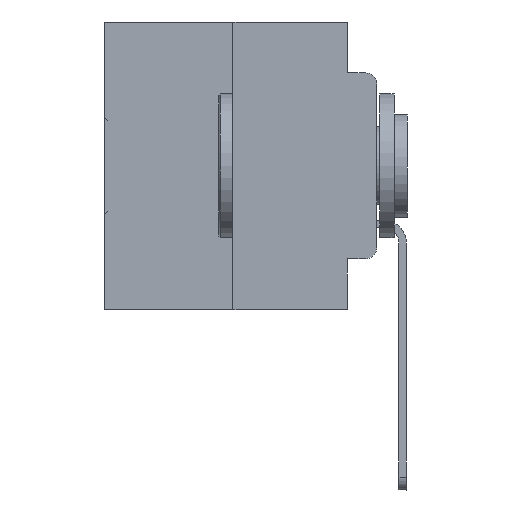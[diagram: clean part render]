
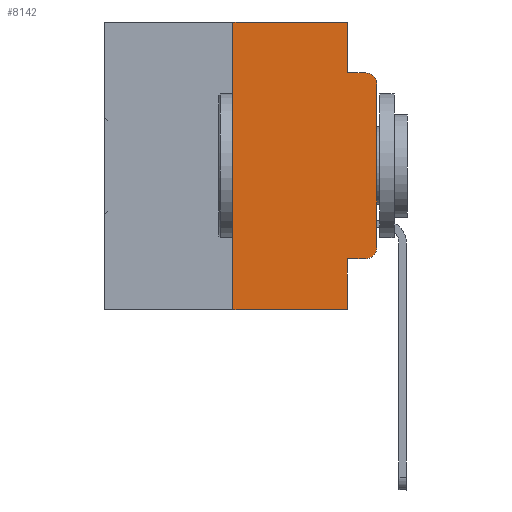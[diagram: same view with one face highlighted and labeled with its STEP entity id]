
A CAD part, left-side view. The second image highlights one B-rep face of the part: STEP entity #8142.
In plain terms, the highlighted planar face has unit normal (-1, 0, 0).
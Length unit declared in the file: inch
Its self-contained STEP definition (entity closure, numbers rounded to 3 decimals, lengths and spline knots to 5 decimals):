
#130 = CARTESIAN_POINT ( 'NONE',  ( 0., 0.02, -0.1085 ) ) ;
#131 = ORIENTED_EDGE ( 'NONE', *, *, #29106, .F. ) ;
#163 = EDGE_CURVE ( 'NONE', #33225, #3734, #7947, .T. ) ;
#465 = DIRECTION ( 'NONE',  ( 0., 0., -1. ) ) ;
#649 = EDGE_CURVE ( 'NONE', #33225, #27298, #30312, .T. ) ;
#1475 = ORIENTED_EDGE ( 'NONE', *, *, #649, .T. ) ;
#1753 = DIRECTION ( 'NONE',  ( 0., 0., -1. ) ) ;
#1983 = LINE ( 'NONE', #30414, #19918 ) ;
#2328 = DIRECTION ( 'NONE',  ( 0., -1., 0. ) ) ;
#2707 = EDGE_CURVE ( 'NONE', #17468, #13807, #26429, .T. ) ;
#2757 = PLANE ( 'NONE',  #23113 ) ;
#3200 = ORIENTED_EDGE ( 'NONE', *, *, #18841, .F. ) ;
#3229 = EDGE_CURVE ( 'NONE', #25159, #5675, #17653, .T. ) ;
#3281 = DIRECTION ( 'NONE',  ( 0., 0., -1. ) ) ;
#3734 = VERTEX_POINT ( 'NONE', #7565 ) ;
#4310 = CARTESIAN_POINT ( 'NONE',  ( 0., 0., -0.1085 ) ) ;
#4532 = CARTESIAN_POINT ( 'NONE',  ( 0., 0.051, 0. ) ) ;
#5303 = ORIENTED_EDGE ( 'NONE', *, *, #3229, .T. ) ;
#5323 = CARTESIAN_POINT ( 'NONE',  ( 0., 0.25, 0. ) ) ;
#5675 = VERTEX_POINT ( 'NONE', #4310 ) ;
#5710 = ORIENTED_EDGE ( 'NONE', *, *, #18662, .T. ) ;
#6142 = VECTOR ( 'NONE', #17142, 39.37008 ) ;
#6588 = CARTESIAN_POINT ( 'NONE',  ( 0., 0.051, -0.4115 ) ) ;
#7500 = LINE ( 'NONE', #34023, #15826 ) ;
#7565 = CARTESIAN_POINT ( 'NONE',  ( 0., 0.051, -0.5 ) ) ;
#7644 = CARTESIAN_POINT ( 'NONE',  ( 0., 0.473, 0. ) ) ;
#7918 = DIRECTION ( 'NONE',  ( -1., 0., 0. ) ) ;
#7947 = LINE ( 'NONE', #19177, #13311 ) ;
#8142 = ADVANCED_FACE ( 'NONE', ( #13138 ), #2757, .F. ) ;
#8196 = CIRCLE ( 'NONE', #12065, 0.02 ) ;
#8447 = EDGE_CURVE ( 'NONE', #13807, #28641, #12859, .T. ) ;
#9547 = CARTESIAN_POINT ( 'NONE',  ( 0., 0.051, -0.4115 ) ) ;
#10085 = DIRECTION ( 'NONE',  ( 0., -1., 0. ) ) ;
#10206 = ORIENTED_EDGE ( 'NONE', *, *, #163, .F. ) ;
#11701 = CARTESIAN_POINT ( 'NONE',  ( 0., 0.25, -0.5 ) ) ;
#11918 = EDGE_LOOP ( 'NONE', ( #5303, #29440, #3200, #131, #32346, #24370, #19023, #10206, #1475, #5710 ) ) ;
#12003 = EDGE_CURVE ( 'NONE', #5675, #12748, #8196, .T. ) ;
#12065 = AXIS2_PLACEMENT_3D ( 'NONE', #130, #7918, #465 ) ;
#12748 = VERTEX_POINT ( 'NONE', #29410 ) ;
#12859 = LINE ( 'NONE', #7644, #13727 ) ;
#12979 = DIRECTION ( 'NONE',  ( 1., 0., 0. ) ) ;
#13138 = FACE_OUTER_BOUND ( 'NONE', #11918, .T. ) ;
#13285 = CARTESIAN_POINT ( 'NONE',  ( 0., 0.25, 0. ) ) ;
#13311 = VECTOR ( 'NONE', #3281, 39.37008 ) ;
#13727 = VECTOR ( 'NONE', #10085, 39.37008 ) ;
#13800 = DIRECTION ( 'NONE',  ( -1., 0., 0. ) ) ;
#13807 = VERTEX_POINT ( 'NONE', #5323 ) ;
#13903 = CARTESIAN_POINT ( 'NONE',  ( 0., 0., -0.3915 ) ) ;
#14383 = CIRCLE ( 'NONE', #33756, 0.02 ) ;
#15318 = VECTOR ( 'NONE', #1753, 39.37008 ) ;
#15826 = VECTOR ( 'NONE', #2328, 39.37008 ) ;
#17142 = DIRECTION ( 'NONE',  ( 0., -1., 0. ) ) ;
#17468 = VERTEX_POINT ( 'NONE', #11701 ) ;
#17653 = LINE ( 'NONE', #22869, #31731 ) ;
#17910 = DIRECTION ( 'NONE',  ( 0., -1., 0. ) ) ;
#18662 = EDGE_CURVE ( 'NONE', #27298, #25159, #14383, .T. ) ;
#18841 = EDGE_CURVE ( 'NONE', #24726, #12748, #1983, .T. ) ;
#19023 = ORIENTED_EDGE ( 'NONE', *, *, #34210, .T. ) ;
#19177 = CARTESIAN_POINT ( 'NONE',  ( 0., 0.051, 0. ) ) ;
#19918 = VECTOR ( 'NONE', #17910, 39.37008 ) ;
#20614 = LINE ( 'NONE', #4532, #15318 ) ;
#22269 = CARTESIAN_POINT ( 'NONE',  ( 0., 0.02, -0.3915 ) ) ;
#22869 = CARTESIAN_POINT ( 'NONE',  ( 0., 0., 0. ) ) ;
#23028 = DIRECTION ( 'NONE',  ( 0., 0., 1. ) ) ;
#23113 = AXIS2_PLACEMENT_3D ( 'NONE', #26127, #12979, #24774 ) ;
#23666 = DIRECTION ( 'NONE',  ( 0., 0., 1. ) ) ;
#23861 = CARTESIAN_POINT ( 'NONE',  ( 0., 0.051, -0.0885 ) ) ;
#24370 = ORIENTED_EDGE ( 'NONE', *, *, #2707, .F. ) ;
#24726 = VERTEX_POINT ( 'NONE', #23861 ) ;
#24774 = DIRECTION ( 'NONE',  ( 0., 0., -1. ) ) ;
#25159 = VERTEX_POINT ( 'NONE', #13903 ) ;
#26127 = CARTESIAN_POINT ( 'NONE',  ( 0., 0.473, 0. ) ) ;
#26429 = LINE ( 'NONE', #13285, #28389 ) ;
#27298 = VERTEX_POINT ( 'NONE', #34104 ) ;
#28389 = VECTOR ( 'NONE', #23666, 39.37008 ) ;
#28641 = VERTEX_POINT ( 'NONE', #33643 ) ;
#29106 = EDGE_CURVE ( 'NONE', #28641, #24726, #20614, .T. ) ;
#29410 = CARTESIAN_POINT ( 'NONE',  ( 0., 0.02, -0.0885 ) ) ;
#29440 = ORIENTED_EDGE ( 'NONE', *, *, #12003, .T. ) ;
#30312 = LINE ( 'NONE', #6588, #6142 ) ;
#30414 = CARTESIAN_POINT ( 'NONE',  ( 0., 0.051, -0.0885 ) ) ;
#31731 = VECTOR ( 'NONE', #23028, 39.37008 ) ;
#32346 = ORIENTED_EDGE ( 'NONE', *, *, #8447, .F. ) ;
#32848 = DIRECTION ( 'NONE',  ( 0., 0., -1. ) ) ;
#33225 = VERTEX_POINT ( 'NONE', #9547 ) ;
#33643 = CARTESIAN_POINT ( 'NONE',  ( 0., 0.051, 0. ) ) ;
#33756 = AXIS2_PLACEMENT_3D ( 'NONE', #22269, #13800, #32848 ) ;
#34023 = CARTESIAN_POINT ( 'NONE',  ( 0., 0.473, -0.5 ) ) ;
#34104 = CARTESIAN_POINT ( 'NONE',  ( 0., 0.02, -0.4115 ) ) ;
#34210 = EDGE_CURVE ( 'NONE', #17468, #3734, #7500, .T. ) ;
